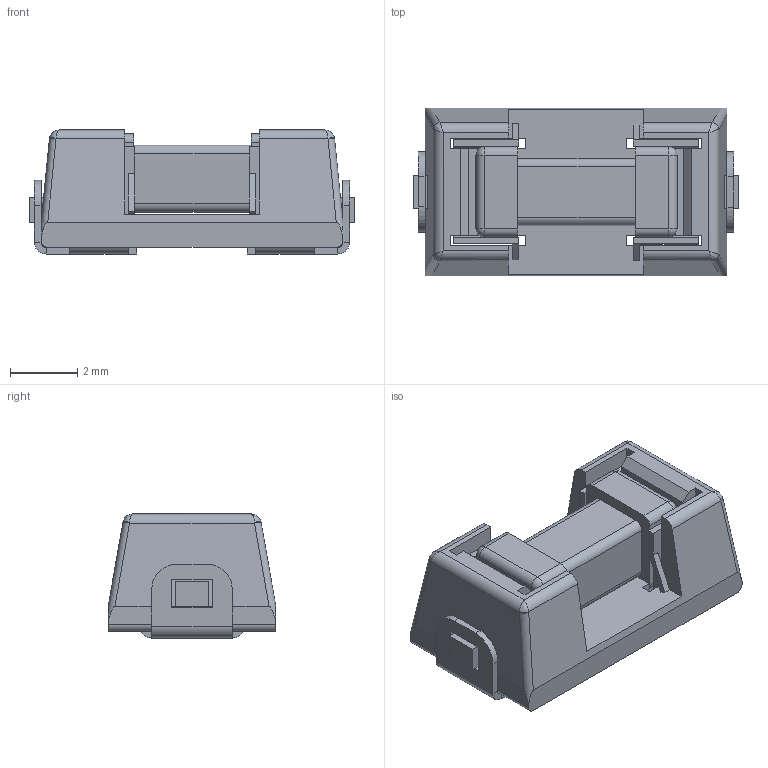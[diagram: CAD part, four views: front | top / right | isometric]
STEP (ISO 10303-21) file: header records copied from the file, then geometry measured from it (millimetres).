
FILE_DESCRIPTION (( 'STEP AP214' ), '1' );
FILE_NAME ('User Library-Littlefuse 0154 Holder and Fuse.STEP', '2018-10-25T23:26:13', ( '' ), ( '' ), 'SwSTEP 2.0', 'SolidWorks 2018', '' );
FILE_SCHEMA (( 'AUTOMOTIVE_DESIGN' ));
Length unit declared in the file: millimetre
Products named in the file (4): User Library-Littlefuse 0154 Holder and Fuse_Littlefuse 0154 holder Contact; User Library-Littlefuse 0154 Holder and Fuse_Littlefuse 0154 000; User Library-Littlefuse 0154 Holder and Fuse_Littlefuse 0451 SMD; User Library-Littlefuse 0154 Holder and Fuse
Assembly tree (4 placements, depth 2):
  User Library-Littlefuse 0154 Holder and Fuse
    User Library-Littlefuse 0154 Holder and Fuse_Littlefuse 0154 000
    User Library-Littlefuse 0154 Holder and Fuse_Littlefuse 0154 holder Contact  x2
    User Library-Littlefuse 0154 Holder and Fuse_Littlefuse 0451 SMD
Bounding box: 9.7 x 5 x 3.7 mm (x, y, z)
Volume: 114.2 mm3; surface area: 391 mm2
Topology: 4 solids, 4 shells, 214 faces, 544 edges, 324 vertices
Faces by surface type: plane 146, cylinder 52, bspline 8, sphere 8
Entity records: 5756 total; most frequent: CARTESIAN_POINT 1047, ORIENTED_EDGE 828, DIRECTION 796, EDGE_CURVE 414, LINE 310, VECTOR 310, VERTEX_POINT 254, AXIS2_PLACEMENT_3D 243
